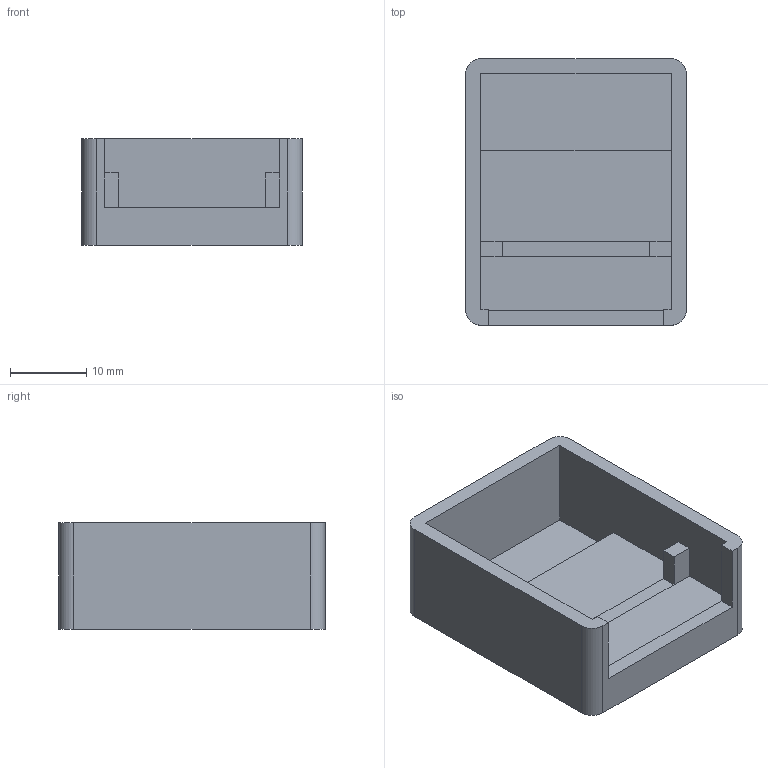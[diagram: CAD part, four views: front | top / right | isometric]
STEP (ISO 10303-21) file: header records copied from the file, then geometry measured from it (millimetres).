
FILE_DESCRIPTION(('FreeCAD Model'),'2;1');
FILE_NAME('spodni_dil.step', '2021-01-31T16:53:20',('Author'),(''), 'Open CASCADE STEP processor 7.3','FreeCAD','Unknown');
FILE_SCHEMA(('AUTOMOTIVE_DESIGN { 1 0 10303 214 1 1 1 1 }'));
Length unit declared in the file: millimetre
Products named in the file (1): Body
Bounding box: 29 x 35 x 14 mm (x, y, z)
Volume: 5023.3 mm3; surface area: 5851.4 mm2
Topology: 1 solids, 1 shells, 40 faces, 100 edges, 62 vertices
Faces by surface type: plane 36, cylinder 4
Entity records: 2493 total; most frequent: CARTESIAN_POINT 427, DIRECTION 386, LINE 284, VECTOR 284, ORIENTED_EDGE 200, PCURVE 200, DEFINITIONAL_REPRESENTATION 200, EDGE_CURVE 100
